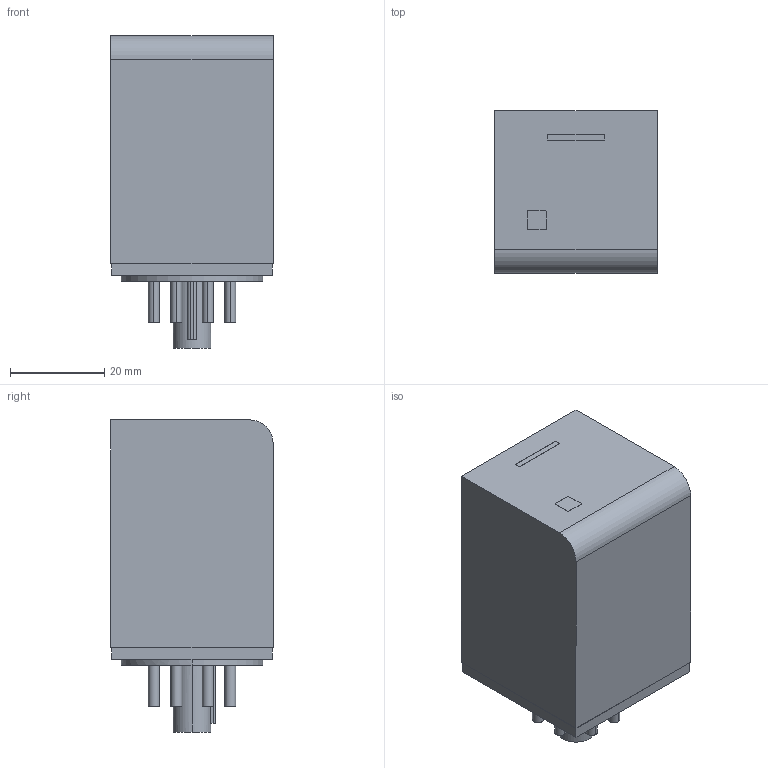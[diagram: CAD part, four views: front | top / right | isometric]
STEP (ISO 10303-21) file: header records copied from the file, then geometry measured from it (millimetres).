
FILE_DESCRIPTION(('CATIA V5R24 STEP','CAx-IF Rec.Pracs.--- Model Styling and Organization---1.2---2011-12-15'),'2;1');
FILE_NAME ('7171372_4', '2017-11-29T12:26:29+00:00', ('Weidmueller Interface'), ('Weidmueller'), 'CATIA Version 5-6 Release 2014 SP4', 'CATIA V5 STEP AP214', 'none');
FILE_SCHEMA(('AUTOMOTIVE_DESIGN { 1 0 10303 214 1 1 1 1 }'));
Length unit declared in the file: millimetre
Products named in the file (1): S3D_DRR270_XXX
Bounding box: 34.4 x 34.4 x 66.2 mm (x, y, z)
Volume: 61751.7 mm3; surface area: 12665.9 mm2
Topology: 10 solids, 10 shells, 71 faces, 159 edges, 112 vertices
Faces by surface type: plane 44, cylinder 27
Entity records: 1954 total; most frequent: CARTESIAN_POINT 336, ORIENTED_EDGE 318, DIRECTION 251, EDGE_CURVE 159, AXIS2_PLACEMENT_3D 120, VERTEX_POINT 112, VECTOR 85, LINE 85
